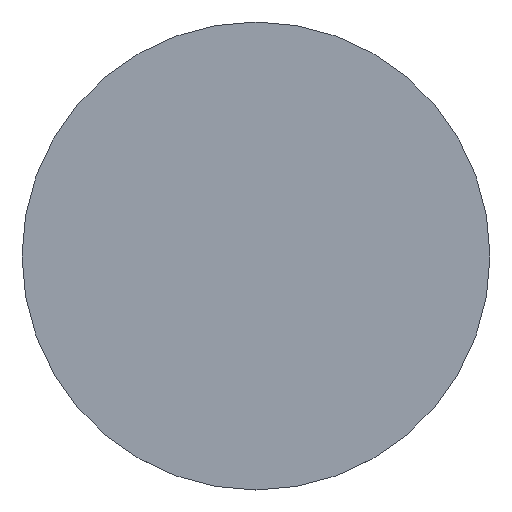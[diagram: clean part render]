
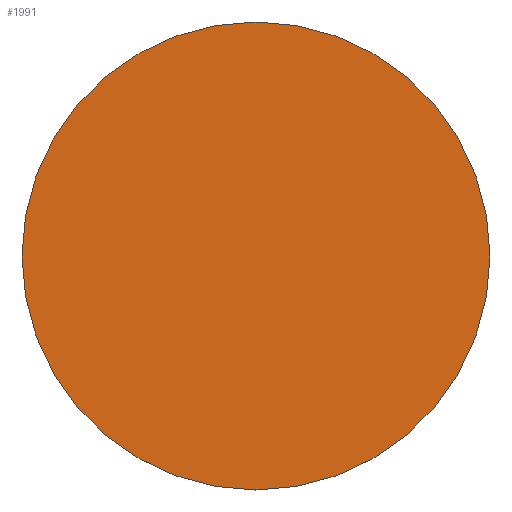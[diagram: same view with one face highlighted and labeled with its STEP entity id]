
A CAD part, top view. The second image highlights one B-rep face of the part: STEP entity #1991.
In plain terms, the highlighted planar face has unit normal (0, 0, 1).
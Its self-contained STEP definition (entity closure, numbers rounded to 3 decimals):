
#1937=CARTESIAN_POINT('',(-26.,-100.,40.799));
#1938=VERTEX_POINT('',#1937);
#1945=CARTESIAN_POINT('',(26.,-100.,40.799));
#1946=VERTEX_POINT('',#1945);
#1947=CARTESIAN_POINT('',(0.,-100.,40.799));
#1948=DIRECTION('',(0.,0.,1.));
#1949=DIRECTION('',(1.,0.,-0.));
#1950=AXIS2_PLACEMENT_3D('',#1947,#1948,#1949);
#1951=CIRCLE('',#1950,26.);
#1952=EDGE_CURVE('',#1946,#1938,#1951,.T.);
#1954=CARTESIAN_POINT('',(0.,-100.,40.799));
#1955=DIRECTION('',(0.,0.,1.));
#1956=DIRECTION('',(1.,0.,-0.));
#1957=AXIS2_PLACEMENT_3D('',#1954,#1955,#1956);
#1958=CIRCLE('',#1957,26.);
#1959=EDGE_CURVE('',#1938,#1946,#1958,.T.);
#1982=CARTESIAN_POINT('',(-0.,-100.,40.799));
#1983=DIRECTION('',(0.,0.,1.));
#1984=DIRECTION('',(-1.,0.,0.));
#1985=AXIS2_PLACEMENT_3D('',#1982,#1983,#1984);
#1986=PLANE('',#1985);
#1987=ORIENTED_EDGE('',*,*,#1952,.T.);
#1988=ORIENTED_EDGE('',*,*,#1959,.T.);
#1989=EDGE_LOOP('',(#1987,#1988));
#1990=FACE_BOUND('',#1989,.T.);
#1991=ADVANCED_FACE('',(#1990),#1986,.T.);
